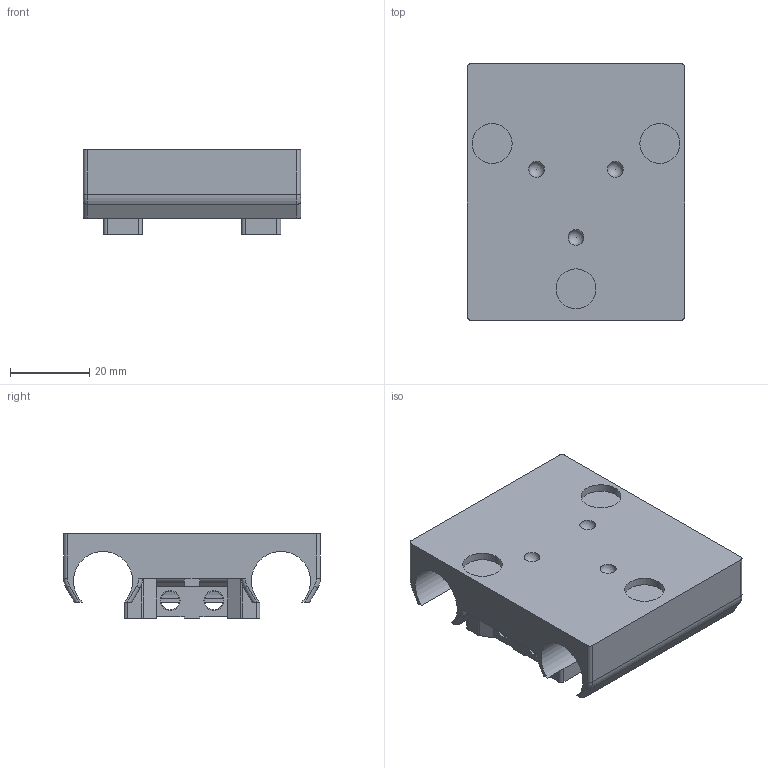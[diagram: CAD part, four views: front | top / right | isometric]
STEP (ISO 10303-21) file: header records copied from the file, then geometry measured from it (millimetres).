
FILE_DESCRIPTION(/* description */ (''),/* implementation_level */ '2;1');
FILE_NAME(/* name */ 'x_carriage.step',/* time_stamp */ '2025-05-11T16:24:51-04:00',/* author */ (''),/* organization */ (''),/* preprocessor_version */ 'ST-DEVELOPER v20.1',/* originating_system */ 'Autodesk Translation Framework v14.4.0.0',/* authorisation */ '');
FILE_SCHEMA (('AUTOMOTIVE_DESIGN { 1 0 10303 214 3 1 1 }'));
Length unit declared in the file: millimetre
Products named in the file (2): Extruder Mount; X Carriage
Assembly tree (1 placements, depth 2):
  Extruder Mount
    X Carriage
Bounding box: 55 x 65 x 21.4 mm (x, y, z)
Volume: 39215.9 mm3; surface area: 16503.5 mm2
Topology: 1 solids, 1 shells, 265 faces, 720 edges, 472 vertices
Faces by surface type: cylinder 129, plane 125, torus 8, sphere 3
Full cylindrical faces by diameter (mm): 3.5 x6, 4.7 x10, 5 x10, 10.1 x3
Entity records: 8764 total; most frequent: CARTESIAN_POINT 1833, DIRECTION 1477, ORIENTED_EDGE 1434, EDGE_CURVE 717, AXIS2_PLACEMENT_3D 536, VERTEX_POINT 472, LINE 405, VECTOR 405
